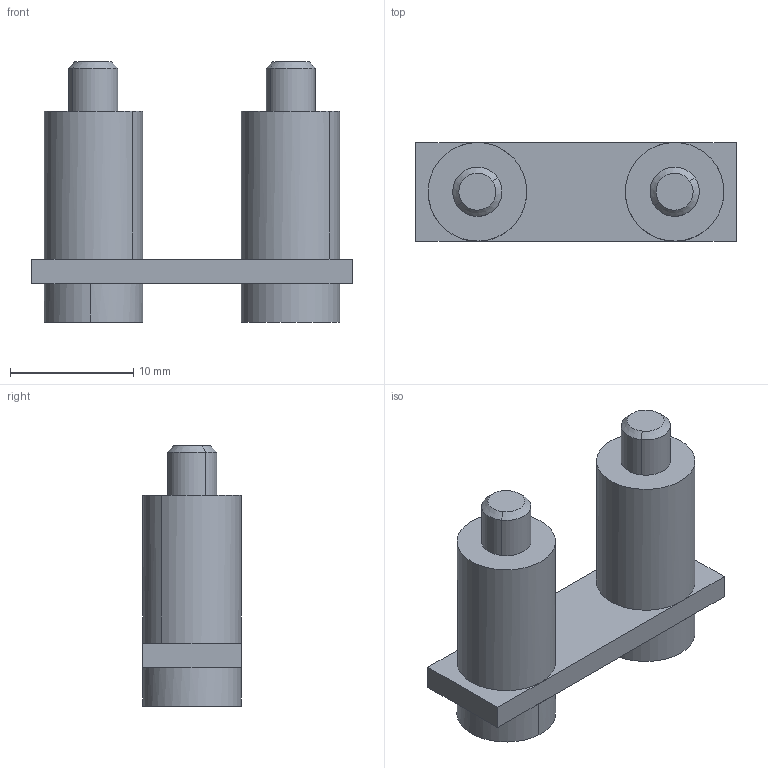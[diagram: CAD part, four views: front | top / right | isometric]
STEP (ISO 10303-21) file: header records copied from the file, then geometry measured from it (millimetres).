
FILE_DESCRIPTION (( 'STEP AP214' ), '1' );
FILE_NAME ('480212_UK 35-2 RDS.STP', '2014-01-20T11:34:20', ( 'arge' ), ( 'Microsoft' ), 'SwSTEP 2.0', 'SolidWorks 2013', '' );
FILE_SCHEMA (( 'AUTOMOTIVE_DESIGN' ));
Length unit declared in the file: millimetre
Products named in the file (1): 480212_UK 35-2 RDS
Bounding box: 26 x 8 x 21.1 mm (x, y, z)
Volume: 2005.6 mm3; surface area: 1529.8 mm2
Topology: 1 solids, 3 shells, 44 faces, 96 edges, 60 vertices
Faces by surface type: cylinder 20, plane 20, cone 4
Entity records: 1694 total; most frequent: DIRECTION 238, CARTESIAN_POINT 201, ORIENTED_EDGE 192, AXIS2_PLACEMENT_3D 97, EDGE_CURVE 96, VERTEX_POINT 60, CIRCLE 52, EDGE_LOOP 50
